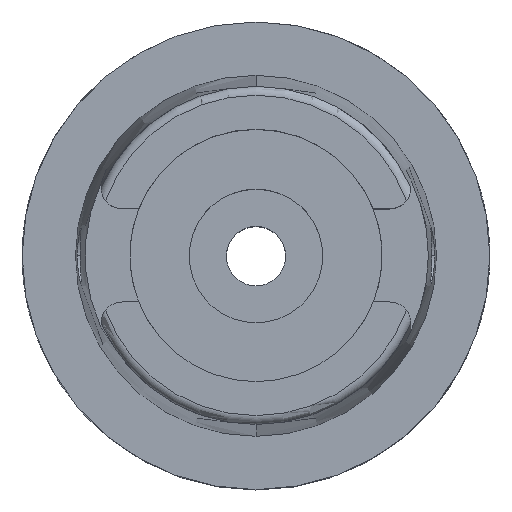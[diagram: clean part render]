
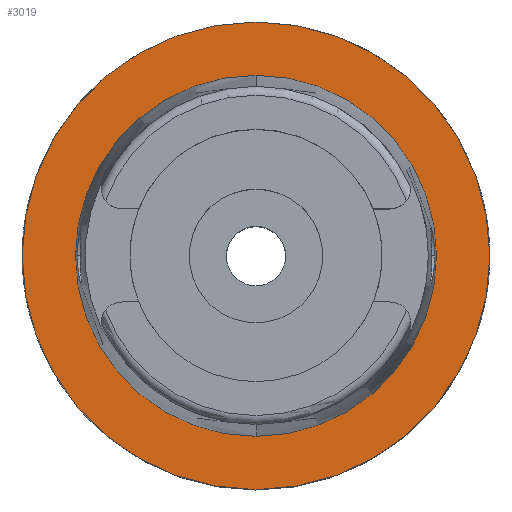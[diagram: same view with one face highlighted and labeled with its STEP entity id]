
A CAD part, top view. The second image highlights one B-rep face of the part: STEP entity #3019.
In plain terms, the highlighted planar face has unit normal (0, 0, 1).
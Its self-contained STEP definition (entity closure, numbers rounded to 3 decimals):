
#614=CARTESIAN_POINT('',(0.,0.,0.));
#615=DIRECTION('',(0.,0.,-1.));
#616=DIRECTION('',(0.,-1.,0.));
#617=AXIS2_PLACEMENT_3D('',#614,#615,#616);
#622=CARTESIAN_POINT('',(0.,0.,0.));
#623=DIRECTION('',(0.,0.,-1.));
#624=DIRECTION('',(0.,1.,0.));
#625=AXIS2_PLACEMENT_3D('',#622,#623,#624);
#630=CARTESIAN_POINT('',(0.,0.,0.));
#631=DIRECTION('',(0.,0.,1.));
#632=DIRECTION('',(0.,-1.,0.));
#633=AXIS2_PLACEMENT_3D('',#630,#631,#632);
#638=CARTESIAN_POINT('',(0.,0.,0.));
#639=DIRECTION('',(0.,0.,1.));
#640=DIRECTION('',(0.,1.,0.));
#641=AXIS2_PLACEMENT_3D('',#638,#639,#640);
#2359=CARTESIAN_POINT('',(0.,-24.315,0.));
#2360=VERTEX_POINT('',#2359);
#2361=CARTESIAN_POINT('',(0.,24.315,0.));
#2362=VERTEX_POINT('',#2361);
#2633=CARTESIAN_POINT('',(0.,31.5,0.));
#2634=VERTEX_POINT('',#2633);
#2635=CARTESIAN_POINT('',(0.,-31.5,0.));
#2636=VERTEX_POINT('',#2635);
#3004=CARTESIAN_POINT('',(0.,0.,0.));
#3005=DIRECTION('',(0.,0.,1.));
#3006=DIRECTION('',(0.,1.,0.));
#3007=AXIS2_PLACEMENT_3D('',#3004,#3005,#3006);
#3008=PLANE('',#3007);
#3010=ORIENTED_EDGE('',*,*,#3009,.T.);
#3012=ORIENTED_EDGE('',*,*,#3011,.T.);
#3013=EDGE_LOOP('',(#3010,#3012));
#3014=FACE_OUTER_BOUND('',#3013,.F.);
#3015=ORIENTED_EDGE('',*,*,#2962,.T.);
#3016=ORIENTED_EDGE('',*,*,#2755,.T.);
#3017=EDGE_LOOP('',(#3015,#3016));
#3018=FACE_BOUND('',#3017,.F.);
#618=CIRCLE('',#617,31.5);
#626=CIRCLE('',#625,31.5);
#634=CIRCLE('',#633,24.315);
#642=CIRCLE('',#641,24.315);
#2755=EDGE_CURVE('',#2362,#2360,#642,.T.);
#2962=EDGE_CURVE('',#2360,#2362,#634,.T.);
#3009=EDGE_CURVE('',#2636,#2634,#618,.T.);
#3011=EDGE_CURVE('',#2634,#2636,#626,.T.);
#3019=ADVANCED_FACE('',(#3014,#3018),#3008,.T.);
